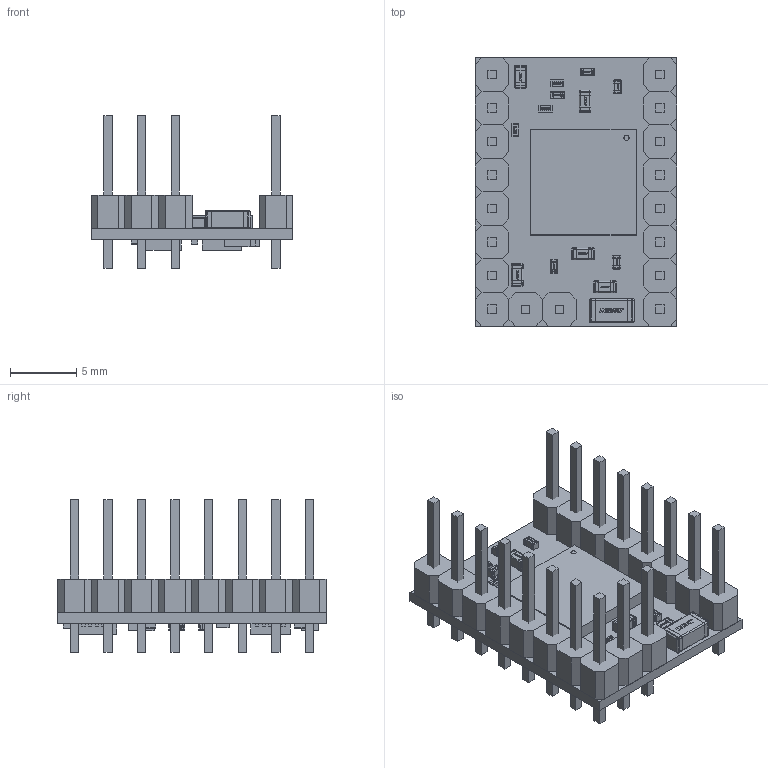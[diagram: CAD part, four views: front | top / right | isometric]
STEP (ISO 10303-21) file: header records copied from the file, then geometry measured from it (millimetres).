
FILE_DESCRIPTION(('Open CASCADE Model'),'2;1');
FILE_NAME('Open CASCADE Shape Model','2021-11-10T18:25:54',('Author'),( 'Open CASCADE'),'Open CASCADE STEP processor 6.8','Open CASCADE 6.8' ,'Unknown');
FILE_SCHEMA(('AUTOMOTIVE_DESIGN { 1 0 10303 214 1 1 1 1 }'));
Length unit declared in the file: millimetre
Products named in the file (66): PCB; Board; Open CASCADE STEP translator 6.8 1.1.1; U5; DFN-10; Fusion; Fillet; DFN_10011; U4; U3; U2; C5; 74973; W2; R0402; C3; 74790; R2; J4; 1001-1; R3; C11; C10; 74994; C9; C1; C2; C4; C7; C13; C8; C12; C14; J3; J1; 1001-8; J2; R4; R0805; R1 ...
Assembly tree (144 placements, depth 4):
  PCB
    Board
      Open CASCADE STEP translator 6.8 1.1.1
    U5
      DFN-10
        Fusion
        Fillet
        DFN_10011
    U4
      DFN-10
        Fusion
        Fillet
        DFN_10011
    U3
      DFN-10
        Fusion
        Fillet
        DFN_10011
    U2
      DFN-10
        Fusion
        Fillet
        DFN_10011
    C5
      74973
      74973
      74973
      74973
      74973
      74973
    W2
      R0402
    C3
      74790
      74790
      74790
      74790
      74790
      74790
    R2
      R0402
    J4
      1001-1
    R3
      R0402
    C11
      74973
      74973
      74973
      74973
      74973
      74973
    C10
      74994
      74994
      74994
      74994
      74994
      74994
    C9
Bounding box: 15.24 x 20.33 x 11.54 mm (x, y, z)
Volume: 723.7 mm3; surface area: 2398.6 mm2
Topology: 191 solids, 191 shells, 4093 faces, 10005 edges, 6034 vertices
Faces by surface type: plane 2548, cylinder 755, bspline 342, sphere 336, torus 112
Full cylindrical faces by diameter (mm): 0.4 x1, 0.9 x17, 0.95 x1
Entity records: 42305 total; most frequent: CARTESIAN_POINT 12383, DIRECTION 4670, ORIENTED_EDGE 4666, EDGE_CURVE 2333, LINE 1718, VECTOR 1718, AXIS2_PLACEMENT_3D 1476, VERTEX_POINT 1467
